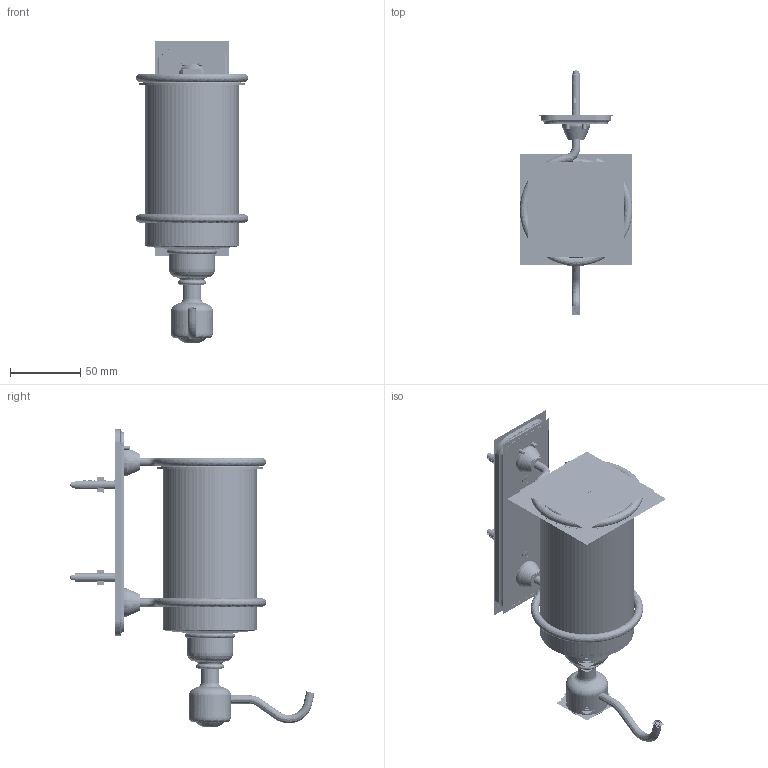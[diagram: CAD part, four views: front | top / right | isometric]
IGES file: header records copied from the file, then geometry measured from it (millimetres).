
Start section:  PTC IGES file: 2004220.igs
Global section: file name: 2004220.igs; native system: Pro/ENGINEER by Parametric Technology Corporation; preprocessor: 2008230; author: Administrator; organization: Unknown; date: 20140606.111227; units: millimetre
Bounding box: 79.97 x 174.34 x 215.17 mm (x, y, z)
Volume: 267572 mm3; surface area: 719577.1 mm2
Topology: 27 solids, 39 shells, 2438 faces, 12599 edges, 16061 vertices
Faces by surface type: revolution 1298, bspline 1140
